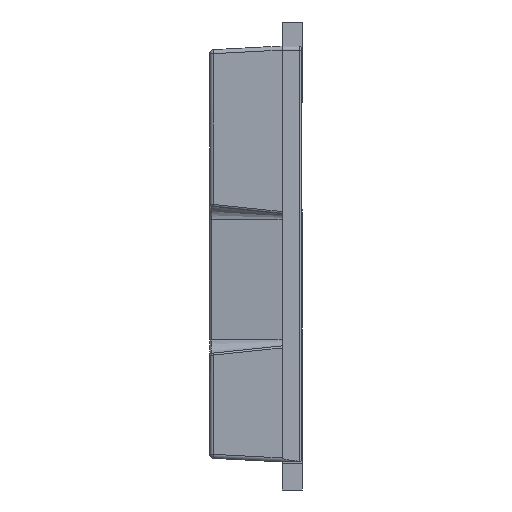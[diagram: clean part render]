
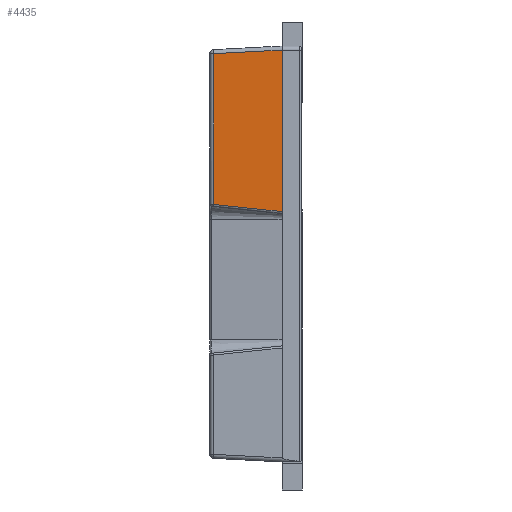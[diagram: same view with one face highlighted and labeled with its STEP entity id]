
A CAD part, left-side view. The second image highlights one B-rep face of the part: STEP entity #4435.
In plain terms, the highlighted planar face has unit normal (-0.999, 0.052, 0).
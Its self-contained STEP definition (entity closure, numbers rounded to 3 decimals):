
#504 = EDGE_CURVE ( 'NONE', #2169, #4280, #896, .T. ) ;
#807 = CARTESIAN_POINT ( 'NONE',  ( -4.861, 2.205, 0. ) ) ;
#826 = CARTESIAN_POINT ( 'NONE',  ( -4.861, 2.205, 4.998 ) ) ;
#896 = LINE ( 'NONE', #4957, #6530 ) ;
#930 = VECTOR ( 'NONE', #2258, 1000. ) ;
#1012 = DIRECTION ( 'NONE',  ( -0.052, -0.993, -0.104 ) ) ;
#1213 = ORIENTED_EDGE ( 'NONE', *, *, #5142, .T. ) ;
#1263 = ORIENTED_EDGE ( 'NONE', *, *, #4591, .F. ) ;
#2169 = VERTEX_POINT ( 'NONE', #8152 ) ;
#2258 = DIRECTION ( 'NONE',  ( 0., 0., -1. ) ) ;
#2786 = EDGE_CURVE ( 'NONE', #8702, #4280, #5238, .T. ) ;
#2922 = CARTESIAN_POINT ( 'NONE',  ( -4.95, 0.5, -5.188 ) ) ;
#3027 = CARTESIAN_POINT ( 'NONE',  ( -4.861, 2.205, 1.237 ) ) ;
#3320 = LINE ( 'NONE', #5930, #4304 ) ;
#3332 = DIRECTION ( 'NONE',  ( -0.999, 0.052, 0. ) ) ;
#4040 = DIRECTION ( 'NONE',  ( 0., 0., -1. ) ) ;
#4186 = EDGE_CURVE ( 'NONE', #8589, #8702, #8643, .T. ) ;
#4280 = VERTEX_POINT ( 'NONE', #7378 ) ;
#4304 = VECTOR ( 'NONE', #6717, 1000. ) ;
#4435 = ADVANCED_FACE ( 'NONE', ( #6731 ), #6988, .T. ) ;
#4591 = EDGE_CURVE ( 'NONE', #6448, #2169, #7409, .T. ) ;
#4662 = CARTESIAN_POINT ( 'NONE',  ( -4.856, 2.3, 0. ) ) ;
#4812 = CARTESIAN_POINT ( 'NONE',  ( -4.95, 0.5, 5.088 ) ) ;
#4957 = CARTESIAN_POINT ( 'NONE',  ( -4.95, 0.5, -5.188 ) ) ;
#4998 = VECTOR ( 'NONE', #1012, 1000. ) ;
#5077 = DIRECTION ( 'NONE',  ( 0., 0., -1. ) ) ;
#5142 = EDGE_CURVE ( 'NONE', #6448, #8589, #3320, .T. ) ;
#5238 = LINE ( 'NONE', #6028, #4998 ) ;
#5930 = CARTESIAN_POINT ( 'NONE',  ( -4.842, 2.56, 4.98 ) ) ;
#6028 = CARTESIAN_POINT ( 'NONE',  ( -4.862, 2.171, 1.233 ) ) ;
#6263 = VECTOR ( 'NONE', #5077, 1000. ) ;
#6448 = VERTEX_POINT ( 'NONE', #4812 ) ;
#6530 = VECTOR ( 'NONE', #8513, 1000. ) ;
#6717 = DIRECTION ( 'NONE',  ( 0.052, 0.997, -0.052 ) ) ;
#6731 = FACE_OUTER_BOUND ( 'NONE', #7576, .T. ) ;
#6988 = PLANE ( 'NONE',  #8397 ) ;
#7378 = CARTESIAN_POINT ( 'NONE',  ( -4.95, 0.5, 1.058 ) ) ;
#7409 = LINE ( 'NONE', #2922, #6263 ) ;
#7576 = EDGE_LOOP ( 'NONE', ( #8291, #8316, #7952, #1263, #1213 ) ) ;
#7952 = ORIENTED_EDGE ( 'NONE', *, *, #504, .F. ) ;
#8152 = CARTESIAN_POINT ( 'NONE',  ( -4.95, 0.5, 5.087 ) ) ;
#8291 = ORIENTED_EDGE ( 'NONE', *, *, #4186, .T. ) ;
#8316 = ORIENTED_EDGE ( 'NONE', *, *, #2786, .T. ) ;
#8397 = AXIS2_PLACEMENT_3D ( 'NONE', #4662, #3332, #4040 ) ;
#8513 = DIRECTION ( 'NONE',  ( 0., 0., -1. ) ) ;
#8589 = VERTEX_POINT ( 'NONE', #826 ) ;
#8643 = LINE ( 'NONE', #807, #930 ) ;
#8702 = VERTEX_POINT ( 'NONE', #3027 ) ;
